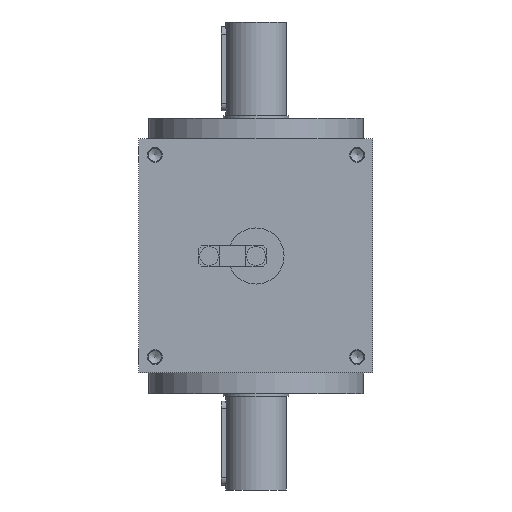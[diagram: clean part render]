
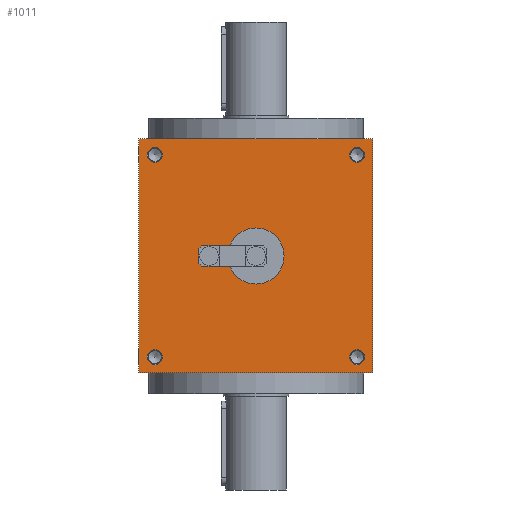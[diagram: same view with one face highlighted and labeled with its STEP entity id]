
A CAD part, left-side view. The second image highlights one B-rep face of the part: STEP entity #1011.
In plain terms, the highlighted face is planar.
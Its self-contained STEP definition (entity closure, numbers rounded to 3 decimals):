
#1011 = ADVANCED_FACE( '', ( #2127, #2128, #2129, #2130, #2131 ), #2132, .F. );
#2127 = FACE_BOUND( '', #3251, .T. );
#2128 = FACE_BOUND( '', #3252, .T. );
#2129 = FACE_BOUND( '', #3253, .T. );
#2130 = FACE_BOUND( '', #3254, .T. );
#2131 = FACE_OUTER_BOUND( '', #3255, .T. );
#2132 = PLANE( '', #3256 );
#3251 = EDGE_LOOP( '', ( #5494 ) );
#3252 = EDGE_LOOP( '', ( #5495 ) );
#3253 = EDGE_LOOP( '', ( #5496 ) );
#3254 = EDGE_LOOP( '', ( #5497 ) );
#3255 = EDGE_LOOP( '', ( #5498, #5499, #5500, #5501 ) );
#3256 = AXIS2_PLACEMENT_3D( '', #5502, #5503, #5504 );
#5494 = ORIENTED_EDGE( '', *, *, #6314, .F. );
#5495 = ORIENTED_EDGE( '', *, *, #5998, .T. );
#5496 = ORIENTED_EDGE( '', *, *, #6234, .F. );
#5497 = ORIENTED_EDGE( '', *, *, #6664, .T. );
#5498 = ORIENTED_EDGE( '', *, *, #6571, .F. );
#5499 = ORIENTED_EDGE( '', *, *, #5838, .F. );
#5500 = ORIENTED_EDGE( '', *, *, #5994, .F. );
#5501 = ORIENTED_EDGE( '', *, *, #6519, .F. );
#5502 = CARTESIAN_POINT( '', ( 0., 0., -125. ) );
#5503 = DIRECTION( '', ( 0., 0., 1. ) );
#5504 = DIRECTION( '', ( 1., 0., 0. ) );
#5838 = EDGE_CURVE( '', #6778, #6779, #6780, .T. );
#5994 = EDGE_CURVE( '', #7044, #6778, #7045, .T. );
#5998 = EDGE_CURVE( '', #7050, #7050, #7051, .T. );
#6234 = EDGE_CURVE( '', #7418, #7418, #7419, .T. );
#6314 = EDGE_CURVE( '', #7542, #7542, #7543, .T. );
#6519 = EDGE_CURVE( '', #7815, #7044, #7816, .T. );
#6571 = EDGE_CURVE( '', #6779, #7815, #7881, .T. );
#6664 = EDGE_CURVE( '', #7983, #7983, #7984, .T. );
#6778 = VERTEX_POINT( '', #8116 );
#6779 = VERTEX_POINT( '', #8117 );
#6780 = LINE( '', #8118, #8119 );
#7044 = VERTEX_POINT( '', #8474 );
#7045 = LINE( '', #8475, #8476 );
#7050 = VERTEX_POINT( '', #8482 );
#7051 = CIRCLE( '', #8483, 8. );
#7418 = VERTEX_POINT( '', #9058 );
#7419 = CIRCLE( '', #9059, 8. );
#7542 = VERTEX_POINT( '', #9217 );
#7543 = CIRCLE( '', #9218, 8. );
#7815 = VERTEX_POINT( '', #9661 );
#7816 = LINE( '', #9662, #9663 );
#7881 = LINE( '', #9744, #9745 );
#7983 = VERTEX_POINT( '', #9867 );
#7984 = CIRCLE( '', #9868, 8. );
#8116 = CARTESIAN_POINT( '', ( 125., 125., -125. ) );
#8117 = CARTESIAN_POINT( '', ( -125., 125., -125. ) );
#8118 = CARTESIAN_POINT( '', ( 125., 125., -125. ) );
#8119 = VECTOR( '', #9982, 1000. );
#8474 = CARTESIAN_POINT( '', ( 125., -125., -125. ) );
#8475 = CARTESIAN_POINT( '', ( 125., -125., -125. ) );
#8476 = VECTOR( '', #10183, 1000. );
#8482 = CARTESIAN_POINT( '', ( 116., 108., -125. ) );
#8483 = AXIS2_PLACEMENT_3D( '', #10188, #10189, #10190 );
#9058 = CARTESIAN_POINT( '', ( -116., -108., -125. ) );
#9059 = AXIS2_PLACEMENT_3D( '', #10482, #10483, #10484 );
#9217 = CARTESIAN_POINT( '', ( -116., 108., -125. ) );
#9218 = AXIS2_PLACEMENT_3D( '', #10602, #10603, #10604 );
#9661 = CARTESIAN_POINT( '', ( -125., -125., -125. ) );
#9662 = CARTESIAN_POINT( '', ( -125., -125., -125. ) );
#9663 = VECTOR( '', #10864, 1000. );
#9744 = CARTESIAN_POINT( '', ( -125., 125., -125. ) );
#9745 = VECTOR( '', #10917, 1000. );
#9867 = CARTESIAN_POINT( '', ( 116., -108., -125. ) );
#9868 = AXIS2_PLACEMENT_3D( '', #10986, #10987, #10988 );
#9982 = DIRECTION( '', ( -1., 0., 0. ) );
#10183 = DIRECTION( '', ( 0., 1., 0. ) );
#10188 = CARTESIAN_POINT( '', ( 108., 108., -125. ) );
#10189 = DIRECTION( '', ( 0., 0., 1. ) );
#10190 = DIRECTION( '', ( 1., 0., 0. ) );
#10482 = CARTESIAN_POINT( '', ( -108., -108., -125. ) );
#10483 = DIRECTION( '', ( 0., 0., -1. ) );
#10484 = DIRECTION( '', ( -1., 0., 0. ) );
#10602 = CARTESIAN_POINT( '', ( -108., 108., -125. ) );
#10603 = DIRECTION( '', ( 0., 0., -1. ) );
#10604 = DIRECTION( '', ( -1., 0., 0. ) );
#10864 = DIRECTION( '', ( 1., 0., 0. ) );
#10917 = DIRECTION( '', ( 0., -1., 0. ) );
#10986 = CARTESIAN_POINT( '', ( 108., -108., -125. ) );
#10987 = DIRECTION( '', ( 0., 0., 1. ) );
#10988 = DIRECTION( '', ( 1., 0., 0. ) );
